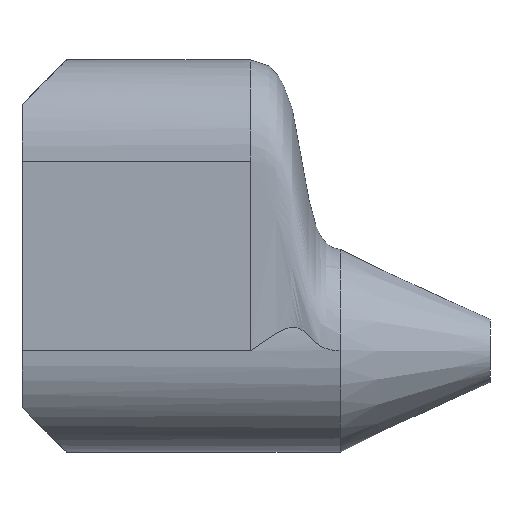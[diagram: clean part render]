
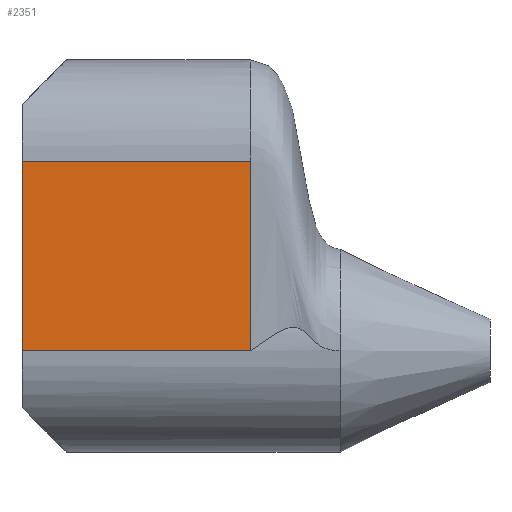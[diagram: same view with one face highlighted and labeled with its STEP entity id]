
A CAD part, front view. The second image highlights one B-rep face of the part: STEP entity #2351.
In plain terms, the highlighted planar face has unit normal (0, -1, 0).
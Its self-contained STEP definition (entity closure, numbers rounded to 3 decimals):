
#114=PLANE('',#2565);
#159=LINE('',#8300,#223);
#161=LINE('',#9022,#225);
#162=LINE('',#9023,#226);
#163=LINE('',#9024,#227);
#223=VECTOR('',#2985,1.);
#225=VECTOR('',#2999,1.);
#226=VECTOR('',#3000,1.);
#227=VECTOR('',#3001,1.);
#388=FACE_OUTER_BOUND('',#527,.T.);
#527=EDGE_LOOP('',(#2078,#2079,#2080,#2081));
#1064=VERTEX_POINT('',#8213);
#1065=VERTEX_POINT('',#8299);
#1068=VERTEX_POINT('',#9020);
#1069=VERTEX_POINT('',#9021);
#1414=EDGE_CURVE('',#1065,#1064,#159,.T.);
#1422=EDGE_CURVE('',#1068,#1069,#161,.T.);
#1423=EDGE_CURVE('',#1065,#1069,#162,.T.);
#1424=EDGE_CURVE('',#1064,#1068,#163,.T.);
#2078=ORIENTED_EDGE('',*,*,#1422,.T.);
#2079=ORIENTED_EDGE('',*,*,#1423,.F.);
#2080=ORIENTED_EDGE('',*,*,#1414,.T.);
#2081=ORIENTED_EDGE('',*,*,#1424,.T.);
#2351=ADVANCED_FACE('',(#388),#114,.T.);
#2565=AXIS2_PLACEMENT_3D('',#9019,#2997,#2998);
#2985=DIRECTION('',(0.,0.,1.));
#2997=DIRECTION('center_axis',(0.,-1.,0.));
#2998=DIRECTION('ref_axis',(0.,0.,1.));
#2999=DIRECTION('',(0.,0.,-1.));
#3000=DIRECTION('',(-1.,0.,0.));
#3001=DIRECTION('',(-1.,0.,0.));
#8213=CARTESIAN_POINT('',(35.048,37.493,0.42));
#8299=CARTESIAN_POINT('',(35.048,37.493,0.));
#8300=CARTESIAN_POINT('',(35.048,37.493,0.));
#9019=CARTESIAN_POINT('Origin',(34.543,37.493,0.42));
#9020=CARTESIAN_POINT('',(34.542,37.493,0.42));
#9021=CARTESIAN_POINT('',(34.542,37.493,0.));
#9022=CARTESIAN_POINT('',(34.542,37.493,0.42));
#9023=CARTESIAN_POINT('',(35.043,37.493,0.));
#9024=CARTESIAN_POINT('',(35.043,37.493,0.42));
